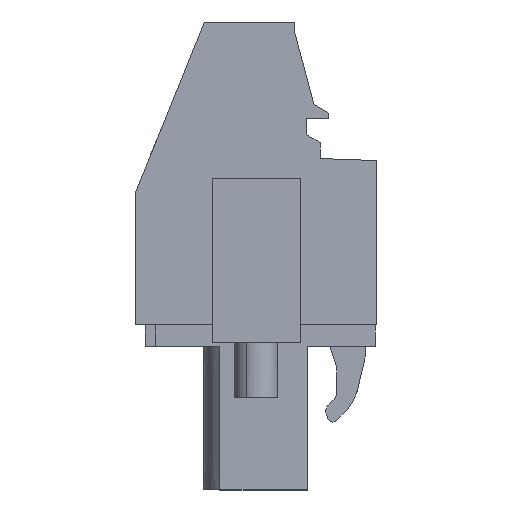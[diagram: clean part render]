
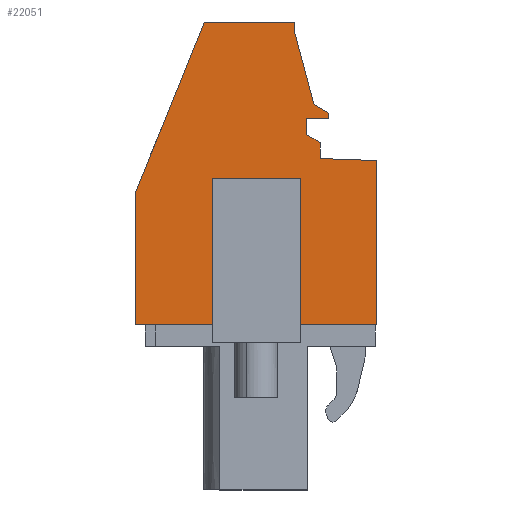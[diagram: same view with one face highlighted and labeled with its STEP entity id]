
A CAD part, left-side view. The second image highlights one B-rep face of the part: STEP entity #22051.
In plain terms, the highlighted planar face has unit normal (-1, 0, 0).
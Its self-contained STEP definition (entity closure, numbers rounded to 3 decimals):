
#22010=AXIS2_PLACEMENT_3D('Plane Axis2P3D',#22007,#22008,#22009) ;
#40=CARTESIAN_POINT('Vertex',(4.9,14.05,9.599)) ;
#70=CARTESIAN_POINT('Vertex',(4.9,0.,9.599)) ;
#73=CARTESIAN_POINT('Line Origine',(4.9,2.22,9.599)) ;
#77=CARTESIAN_POINT('Vertex',(4.9,4.44,9.599)) ;
#84=CARTESIAN_POINT('Vertex',(4.9,9.54,9.599)) ;
#87=CARTESIAN_POINT('Line Origine',(4.9,11.795,9.599)) ;
#818=CARTESIAN_POINT('Vertex',(4.9,0.,19.147)) ;
#823=CARTESIAN_POINT('Line Origine',(4.9,0.,14.373)) ;
#1938=CARTESIAN_POINT('Vertex',(4.9,3.287,19.262)) ;
#1943=CARTESIAN_POINT('Line Origine',(4.9,1.643,19.204)) ;
#1970=CARTESIAN_POINT('Vertex',(4.9,3.287,20.187)) ;
#1975=CARTESIAN_POINT('Line Origine',(4.9,3.287,19.724)) ;
#2002=CARTESIAN_POINT('Vertex',(4.9,4.087,20.649)) ;
#2007=CARTESIAN_POINT('Line Origine',(4.9,3.687,20.418)) ;
#2034=CARTESIAN_POINT('Vertex',(4.9,4.087,21.599)) ;
#2039=CARTESIAN_POINT('Line Origine',(4.9,4.087,21.124)) ;
#2066=CARTESIAN_POINT('Vertex',(4.9,2.787,21.599)) ;
#2071=CARTESIAN_POINT('Line Origine',(4.9,3.437,21.599)) ;
#2098=CARTESIAN_POINT('Vertex',(4.9,2.787,21.899)) ;
#2103=CARTESIAN_POINT('Line Origine',(4.9,2.787,21.749)) ;
#2130=CARTESIAN_POINT('Vertex',(4.9,3.653,22.399)) ;
#2135=CARTESIAN_POINT('Line Origine',(4.9,3.22,22.149)) ;
#2162=CARTESIAN_POINT('Vertex',(4.9,4.792,26.649)) ;
#2167=CARTESIAN_POINT('Line Origine',(4.9,4.222,24.524)) ;
#2194=CARTESIAN_POINT('Vertex',(4.9,4.792,27.199)) ;
#2199=CARTESIAN_POINT('Line Origine',(4.9,4.792,26.924)) ;
#2226=CARTESIAN_POINT('Vertex',(4.9,10.03,27.199)) ;
#2231=CARTESIAN_POINT('Line Origine',(4.9,7.411,27.199)) ;
#3332=CARTESIAN_POINT('Vertex',(4.9,14.05,17.249)) ;
#3335=CARTESIAN_POINT('Line Origine',(4.9,12.04,22.224)) ;
#3598=CARTESIAN_POINT('Line Origine',(4.9,14.05,13.424)) ;
#22007=CARTESIAN_POINT('Axis2P3D Location',(4.9,0.,0.)) ;
#22012=CARTESIAN_POINT('Line Origine',(4.9,9.54,13.849)) ;
#22016=CARTESIAN_POINT('Vertex',(4.9,9.54,18.099)) ;
#22019=CARTESIAN_POINT('Line Origine',(4.9,6.99,18.099)) ;
#22023=CARTESIAN_POINT('Vertex',(4.9,4.44,18.099)) ;
#22026=CARTESIAN_POINT('Line Origine',(4.9,4.44,13.849)) ;
#74=DIRECTION('Vector Direction',(0.,1.,0.)) ;
#88=DIRECTION('Vector Direction',(0.,1.,0.)) ;
#824=DIRECTION('Vector Direction',(0.,0.,1.)) ;
#1944=DIRECTION('Vector Direction',(0.,-0.999,-0.035)) ;
#1976=DIRECTION('Vector Direction',(0.,0.,-1.)) ;
#2008=DIRECTION('Vector Direction',(0.,-0.866,-0.5)) ;
#2040=DIRECTION('Vector Direction',(0.,0.,-1.)) ;
#2072=DIRECTION('Vector Direction',(0.,1.,0.)) ;
#2104=DIRECTION('Vector Direction',(0.,0.,-1.)) ;
#2136=DIRECTION('Vector Direction',(0.,-0.866,-0.5)) ;
#2168=DIRECTION('Vector Direction',(0.,-0.259,-0.966)) ;
#2200=DIRECTION('Vector Direction',(0.,0.,-1.)) ;
#2232=DIRECTION('Vector Direction',(0.,-1.,0.)) ;
#3336=DIRECTION('Vector Direction',(0.,0.375,-0.927)) ;
#3599=DIRECTION('Vector Direction',(0.,0.,1.)) ;
#22008=DIRECTION('Axis2P3D Direction',(-1.,0.,0.)) ;
#22009=DIRECTION('Axis2P3D XDirection',(0.,0.,1.)) ;
#22013=DIRECTION('Vector Direction',(0.,0.,-1.)) ;
#22020=DIRECTION('Vector Direction',(0.,-1.,0.)) ;
#22027=DIRECTION('Vector Direction',(0.,0.,-1.)) ;
#75=VECTOR('Line Direction',#74,1.) ;
#89=VECTOR('Line Direction',#88,1.) ;
#825=VECTOR('Line Direction',#824,1.) ;
#1945=VECTOR('Line Direction',#1944,1.) ;
#1977=VECTOR('Line Direction',#1976,1.) ;
#2009=VECTOR('Line Direction',#2008,1.) ;
#2041=VECTOR('Line Direction',#2040,1.) ;
#2073=VECTOR('Line Direction',#2072,1.) ;
#2105=VECTOR('Line Direction',#2104,1.) ;
#2137=VECTOR('Line Direction',#2136,1.) ;
#2169=VECTOR('Line Direction',#2168,1.) ;
#2201=VECTOR('Line Direction',#2200,1.) ;
#2233=VECTOR('Line Direction',#2232,1.) ;
#3337=VECTOR('Line Direction',#3336,1.) ;
#3600=VECTOR('Line Direction',#3599,1.) ;
#22014=VECTOR('Line Direction',#22013,1.) ;
#22021=VECTOR('Line Direction',#22020,1.) ;
#22028=VECTOR('Line Direction',#22027,1.) ;
#22032=ORIENTED_EDGE('',*,*,#79,.T.) ;
#22033=ORIENTED_EDGE('',*,*,#827,.T.) ;
#22034=ORIENTED_EDGE('',*,*,#1947,.T.) ;
#22035=ORIENTED_EDGE('',*,*,#1979,.T.) ;
#22036=ORIENTED_EDGE('',*,*,#2011,.T.) ;
#22037=ORIENTED_EDGE('',*,*,#2043,.T.) ;
#22038=ORIENTED_EDGE('',*,*,#2075,.T.) ;
#22039=ORIENTED_EDGE('',*,*,#2107,.T.) ;
#22040=ORIENTED_EDGE('',*,*,#2139,.T.) ;
#22041=ORIENTED_EDGE('',*,*,#2171,.T.) ;
#22042=ORIENTED_EDGE('',*,*,#2203,.T.) ;
#22043=ORIENTED_EDGE('',*,*,#2235,.T.) ;
#22044=ORIENTED_EDGE('',*,*,#3339,.T.) ;
#22045=ORIENTED_EDGE('',*,*,#3602,.T.) ;
#22046=ORIENTED_EDGE('',*,*,#91,.T.) ;
#22047=ORIENTED_EDGE('',*,*,#22018,.F.) ;
#22048=ORIENTED_EDGE('',*,*,#22025,.F.) ;
#22049=ORIENTED_EDGE('',*,*,#22030,.T.) ;
#22051=ADVANCED_FACE('HOUSING',(#22050),#22011,.T.) ;
#79=EDGE_CURVE('',#78,#71,#76,.F.) ;
#91=EDGE_CURVE('',#41,#85,#90,.F.) ;
#827=EDGE_CURVE('',#71,#819,#826,.T.) ;
#1947=EDGE_CURVE('',#819,#1939,#1946,.F.) ;
#1979=EDGE_CURVE('',#1939,#1971,#1978,.F.) ;
#2011=EDGE_CURVE('',#1971,#2003,#2010,.F.) ;
#2043=EDGE_CURVE('',#2003,#2035,#2042,.F.) ;
#2075=EDGE_CURVE('',#2035,#2067,#2074,.F.) ;
#2107=EDGE_CURVE('',#2067,#2099,#2106,.F.) ;
#2139=EDGE_CURVE('',#2099,#2131,#2138,.F.) ;
#2171=EDGE_CURVE('',#2131,#2163,#2170,.F.) ;
#2203=EDGE_CURVE('',#2163,#2195,#2202,.F.) ;
#2235=EDGE_CURVE('',#2195,#2227,#2234,.F.) ;
#3339=EDGE_CURVE('',#2227,#3333,#3338,.T.) ;
#3602=EDGE_CURVE('',#3333,#41,#3601,.F.) ;
#22018=EDGE_CURVE('',#22017,#85,#22015,.T.) ;
#22025=EDGE_CURVE('',#22024,#22017,#22022,.F.) ;
#22030=EDGE_CURVE('',#22024,#78,#22029,.T.) ;
#22031=EDGE_LOOP('',(#22032,#22033,#22034,#22035,#22036,#22037,#22038,#22039,#22040,#22041,#22042,#22043,#22044,#22045,#22046,#22047,#22048,#22049)) ;
#22050=FACE_OUTER_BOUND('',#22031,.T.) ;
#76=LINE('Line',#73,#75) ;
#90=LINE('Line',#87,#89) ;
#826=LINE('Line',#823,#825) ;
#1946=LINE('Line',#1943,#1945) ;
#1978=LINE('Line',#1975,#1977) ;
#2010=LINE('Line',#2007,#2009) ;
#2042=LINE('Line',#2039,#2041) ;
#2074=LINE('Line',#2071,#2073) ;
#2106=LINE('Line',#2103,#2105) ;
#2138=LINE('Line',#2135,#2137) ;
#2170=LINE('Line',#2167,#2169) ;
#2202=LINE('Line',#2199,#2201) ;
#2234=LINE('Line',#2231,#2233) ;
#3338=LINE('Line',#3335,#3337) ;
#3601=LINE('Line',#3598,#3600) ;
#22015=LINE('Line',#22012,#22014) ;
#22022=LINE('Line',#22019,#22021) ;
#22029=LINE('Line',#22026,#22028) ;
#22011=PLANE('',#22010) ;
#41=VERTEX_POINT('',#40) ;
#71=VERTEX_POINT('',#70) ;
#78=VERTEX_POINT('',#77) ;
#85=VERTEX_POINT('',#84) ;
#819=VERTEX_POINT('',#818) ;
#1939=VERTEX_POINT('',#1938) ;
#1971=VERTEX_POINT('',#1970) ;
#2003=VERTEX_POINT('',#2002) ;
#2035=VERTEX_POINT('',#2034) ;
#2067=VERTEX_POINT('',#2066) ;
#2099=VERTEX_POINT('',#2098) ;
#2131=VERTEX_POINT('',#2130) ;
#2163=VERTEX_POINT('',#2162) ;
#2195=VERTEX_POINT('',#2194) ;
#2227=VERTEX_POINT('',#2226) ;
#3333=VERTEX_POINT('',#3332) ;
#22017=VERTEX_POINT('',#22016) ;
#22024=VERTEX_POINT('',#22023) ;
